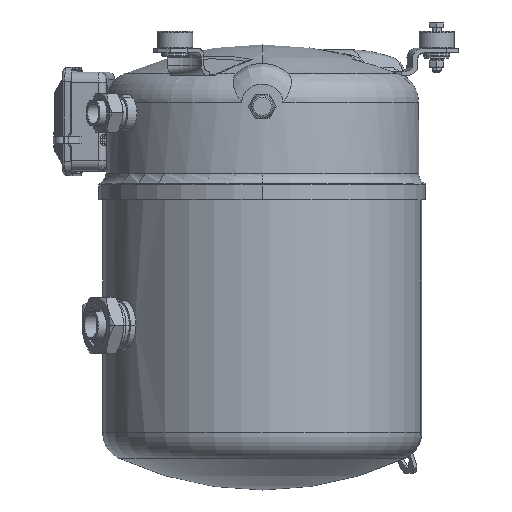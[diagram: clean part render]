
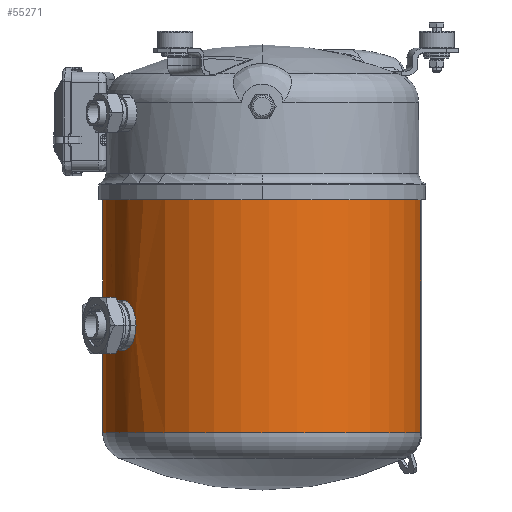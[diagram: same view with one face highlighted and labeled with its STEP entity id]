
A CAD part, front view. The second image highlights one B-rep face of the part: STEP entity #55271.
In plain terms, the highlighted cylindrical face has radius 143.85 mm (diameter 287.7 mm), a partial arc.
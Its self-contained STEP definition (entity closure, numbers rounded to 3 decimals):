
#54841=CARTESIAN_POINT('',(0.,-143.85,119.375));
#54856=CARTESIAN_POINT('',(0.,-143.85,107.825));
#54866=CARTESIAN_POINT('',(0.,-143.85,107.825));
#54867=CARTESIAN_POINT('',(-0.511,-143.85,107.825));
#54868=CARTESIAN_POINT('',(-1.499,-143.845,
107.953));
#54869=CARTESIAN_POINT('',(-2.949,-143.822,
108.555));
#54870=CARTESIAN_POINT('',(-4.137,-143.792,
109.478));
#54871=CARTESIAN_POINT('',(-5.071,-143.761,
110.697));
#54872=CARTESIAN_POINT('',(-5.645,-143.739,
112.11));
#54873=CARTESIAN_POINT('',(-5.775,-143.734,113.092));
#54874=CARTESIAN_POINT('',(-5.775,-143.734,113.6));
#54876=DIRECTION('',(0.,0.,-1.));
#54877=VECTOR('',#54876,107.825);
#54878=CARTESIAN_POINT('',(0.,-143.85,107.825));
#54879=LINE('',#54878,#54877);
#54880=DIRECTION('',(0.,0.,-1.));
#54881=VECTOR('',#54880,223.249);
#54882=CARTESIAN_POINT('',(0.,143.85,223.249));
#54883=LINE('',#54882,#54881);
#54884=CARTESIAN_POINT('',(0.,0.,223.249));
#54885=DIRECTION('',(0.,0.,-1.));
#54886=DIRECTION('',(0.,-1.,0.));
#54887=AXIS2_PLACEMENT_3D('',#54884,#54885,#54886);
#54889=DIRECTION('',(0.,0.,-1.));
#54890=VECTOR('',#54889,103.874);
#54891=CARTESIAN_POINT('',(0.,-143.85,223.249));
#54892=LINE('',#54891,#54890);
#54893=CARTESIAN_POINT('',(-5.775,-143.734,113.6));
#54894=CARTESIAN_POINT('',(-5.775,-143.734,114.109));
#54895=CARTESIAN_POINT('',(-5.645,-143.739,
115.092));
#54896=CARTESIAN_POINT('',(-5.068,-143.761,
116.508));
#54897=CARTESIAN_POINT('',(-4.132,-143.792,
117.728));
#54898=CARTESIAN_POINT('',(-2.936,-143.822,
118.651));
#54899=CARTESIAN_POINT('',(-1.499,-143.845,
119.246));
#54900=CARTESIAN_POINT('',(-0.512,-143.85,119.375));
#54901=CARTESIAN_POINT('',(0.,-143.85,119.375));
#54903=CARTESIAN_POINT('',(-101.003,-102.427,126.75));
#54904=CARTESIAN_POINT('',(-101.003,-102.427,
128.204));
#54905=CARTESIAN_POINT('',(-100.756,-102.671,
131.02));
#54906=CARTESIAN_POINT('',(-99.653,-103.747,
135.082));
#54907=CARTESIAN_POINT('',(-97.856,-105.451,
138.651));
#54908=CARTESIAN_POINT('',(-95.443,-107.647,
141.531));
#54909=CARTESIAN_POINT('',(-92.535,-110.161,
143.54));
#54910=CARTESIAN_POINT('',(-89.284,-112.815,
144.57));
#54911=CARTESIAN_POINT('',(-85.863,-115.441,
144.57));
#54912=CARTESIAN_POINT('',(-82.458,-117.894,
143.54));
#54913=CARTESIAN_POINT('',(-79.277,-120.051,
141.531));
#54914=CARTESIAN_POINT('',(-76.531,-121.814,
138.652));
#54915=CARTESIAN_POINT('',(-74.42,-123.109,
135.082));
#54916=CARTESIAN_POINT('',(-73.095,-123.896,
131.02));
#54917=CARTESIAN_POINT('',(-72.795,-124.071,
128.204));
#54918=CARTESIAN_POINT('',(-72.795,-124.071,126.75));
#54920=CARTESIAN_POINT('',(-72.795,-124.071,126.75));
#54921=CARTESIAN_POINT('',(-72.795,-124.071,
125.296));
#54922=CARTESIAN_POINT('',(-73.095,-123.896,
122.48));
#54923=CARTESIAN_POINT('',(-74.42,-123.109,
118.418));
#54924=CARTESIAN_POINT('',(-76.531,-121.814,
114.848));
#54925=CARTESIAN_POINT('',(-79.277,-120.051,
111.969));
#54926=CARTESIAN_POINT('',(-82.458,-117.894,
109.96));
#54927=CARTESIAN_POINT('',(-85.863,-115.441,
108.93));
#54928=CARTESIAN_POINT('',(-89.284,-112.815,
108.93));
#54929=CARTESIAN_POINT('',(-92.535,-110.161,
109.96));
#54930=CARTESIAN_POINT('',(-95.443,-107.647,
111.969));
#54931=CARTESIAN_POINT('',(-97.856,-105.451,
114.849));
#54932=CARTESIAN_POINT('',(-99.653,-103.747,
118.418));
#54933=CARTESIAN_POINT('',(-100.756,-102.671,
122.48));
#54934=CARTESIAN_POINT('',(-101.003,-102.427,
125.296));
#54935=CARTESIAN_POINT('',(-101.003,-102.427,126.75));
#54937=CARTESIAN_POINT('',(0.,0.,0.));
#54938=DIRECTION('',(0.,0.,-1.));
#54939=DIRECTION('',(0.,-1.,0.));
#54940=AXIS2_PLACEMENT_3D('',#54937,#54938,#54939);
#55098=CARTESIAN_POINT('',(0.,-143.85,223.249));
#55099=VERTEX_POINT('',#55098);
#55102=CARTESIAN_POINT('',(0.,143.85,223.249));
#55103=VERTEX_POINT('',#55102);
#55104=CARTESIAN_POINT('',(0.,143.85,0.));
#55105=VERTEX_POINT('',#55104);
#55106=CARTESIAN_POINT('',(0.,-143.85,0.));
#55107=VERTEX_POINT('',#55106);
#55108=VERTEX_POINT('',#54903);
#55109=VERTEX_POINT('',#54918);
#55115=VERTEX_POINT('',#54841);
#55116=VERTEX_POINT('',#54856);
#55117=CARTESIAN_POINT('',(-5.775,-143.734,113.6));
#55119=VERTEX_POINT('',#55117);
#55250=CARTESIAN_POINT('',(0.,0.,-13.75));
#55251=DIRECTION('',(0.,0.,1.));
#55252=DIRECTION('',(0.,1.,0.));
#55253=AXIS2_PLACEMENT_3D('',#55250,#55251,#55252);
#55254=CYLINDRICAL_SURFACE('',#55253,143.85);
#55255=ORIENTED_EDGE('',*,*,#55239,.F.);
#55256=ORIENTED_EDGE('',*,*,#55207,.T.);
#55258=ORIENTED_EDGE('',*,*,#55257,.T.);
#55259=ORIENTED_EDGE('',*,*,#55203,.F.);
#55260=ORIENTED_EDGE('',*,*,#55172,.F.);
#55261=ORIENTED_EDGE('',*,*,#55200,.T.);
#55262=ORIENTED_EDGE('',*,*,#55228,.F.);
#55263=EDGE_LOOP('',(#55255,#55256,#55258,#55259,#55260,#55261,#55262));
#55264=FACE_OUTER_BOUND('',#55263,.F.);
#55266=ORIENTED_EDGE('',*,*,#55265,.F.);
#55268=ORIENTED_EDGE('',*,*,#55267,.F.);
#55269=EDGE_LOOP('',(#55266,#55268));
#55270=FACE_BOUND('',#55269,.F.);
#55271=ADVANCED_FACE('',(#55264,#55270),#55254,.T.);
#54875=B_SPLINE_CURVE_WITH_KNOTS('',3,(#54866,#54867,#54868,#54869,#54870,
#54871,#54872,#54873,#54874),.UNSPECIFIED.,.F.,.F.,(4,1,1,1,1,1,4),(0.,
0.167,0.333,0.5,0.667,0.833,
1.),.UNSPECIFIED.);
#54888=CIRCLE('',#54887,143.85);
#54902=B_SPLINE_CURVE_WITH_KNOTS('',3,(#54893,#54894,#54895,#54896,#54897,
#54898,#54899,#54900,#54901),.UNSPECIFIED.,.F.,.F.,(4,1,1,1,1,1,4),(0.,
0.167,0.333,0.5,0.667,0.833,
1.),.UNSPECIFIED.);
#54919=B_SPLINE_CURVE_WITH_KNOTS('',3,(#54903,#54904,#54905,#54906,#54907,
#54908,#54909,#54910,#54911,#54912,#54913,#54914,#54915,#54916,#54917,#54918),
.UNSPECIFIED.,.F.,.F.,(4,1,1,1,1,1,1,1,1,1,1,1,1,4),(0.,0.077,
0.154,0.231,0.308,0.385,
0.462,0.538,0.615,0.692,
0.769,0.846,0.923,1.),.UNSPECIFIED.);
#54936=B_SPLINE_CURVE_WITH_KNOTS('',3,(#54920,#54921,#54922,#54923,#54924,
#54925,#54926,#54927,#54928,#54929,#54930,#54931,#54932,#54933,#54934,#54935),
.UNSPECIFIED.,.F.,.F.,(4,1,1,1,1,1,1,1,1,1,1,1,1,4),(0.,0.077,
0.154,0.231,0.308,0.385,
0.462,0.538,0.615,0.692,
0.769,0.846,0.923,1.),.UNSPECIFIED.);
#54941=CIRCLE('',#54940,143.85);
#55172=EDGE_CURVE('',#55099,#55103,#54888,.T.);
#55200=EDGE_CURVE('',#55099,#55115,#54892,.T.);
#55203=EDGE_CURVE('',#55103,#55105,#54883,.T.);
#55207=EDGE_CURVE('',#55116,#55107,#54879,.T.);
#55228=EDGE_CURVE('',#55119,#55115,#54902,.T.);
#55239=EDGE_CURVE('',#55116,#55119,#54875,.T.);
#55257=EDGE_CURVE('',#55107,#55105,#54941,.T.);
#55265=EDGE_CURVE('',#55108,#55109,#54919,.T.);
#55267=EDGE_CURVE('',#55109,#55108,#54936,.T.);
